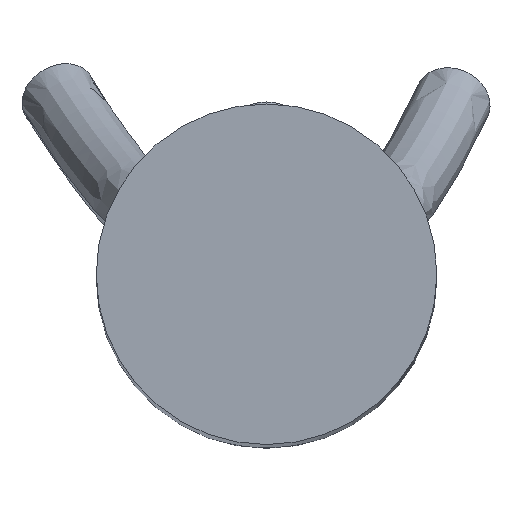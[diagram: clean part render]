
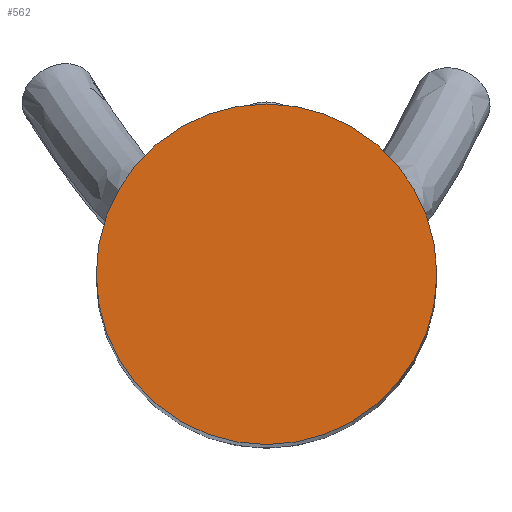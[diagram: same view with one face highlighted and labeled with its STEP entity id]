
A CAD part, top view. The second image highlights one B-rep face of the part: STEP entity #562.
In plain terms, the highlighted planar face has unit normal (0, 0, 1).
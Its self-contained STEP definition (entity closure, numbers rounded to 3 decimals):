
#76=CARTESIAN_POINT('',(0.,0.,25.));
#77=DIRECTION('',(0.,0.,1.));
#78=DIRECTION('',(1.,0.,0.));
#79=AXIS2_PLACEMENT_3D('',#76,#77,#78);
#81=CARTESIAN_POINT('',(0.,0.,25.));
#82=DIRECTION('',(0.,0.,1.));
#83=DIRECTION('',(-1.,0.,0.));
#84=AXIS2_PLACEMENT_3D('',#81,#82,#83);
#456=CARTESIAN_POINT('',(2.,0.,25.));
#457=CARTESIAN_POINT('',(-2.,0.,25.));
#458=VERTEX_POINT('',#456);
#459=VERTEX_POINT('',#457);
#553=CARTESIAN_POINT('',(0.,0.,25.));
#554=DIRECTION('',(0.,0.,1.));
#555=DIRECTION('',(1.,0.,0.));
#556=AXIS2_PLACEMENT_3D('',#553,#554,#555);
#557=PLANE('',#556);
#558=ORIENTED_EDGE('',*,*,#527,.F.);
#559=ORIENTED_EDGE('',*,*,#541,.F.);
#560=EDGE_LOOP('',(#558,#559));
#561=FACE_OUTER_BOUND('',#560,.F.);
#80=CIRCLE('',#79,2.);
#85=CIRCLE('',#84,2.);
#527=EDGE_CURVE('',#458,#459,#80,.T.);
#541=EDGE_CURVE('',#459,#458,#85,.T.);
#562=ADVANCED_FACE('',(#561),#557,.T.);
